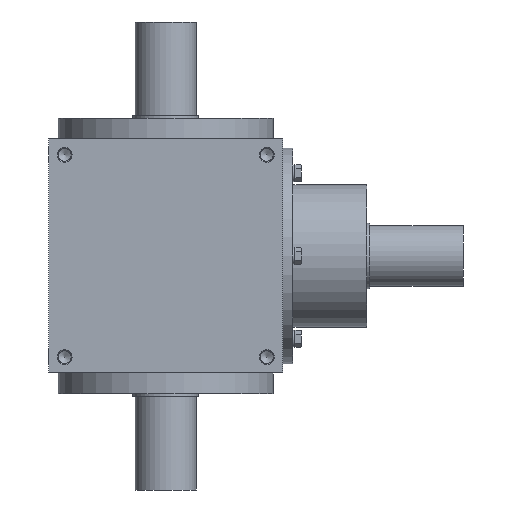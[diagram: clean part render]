
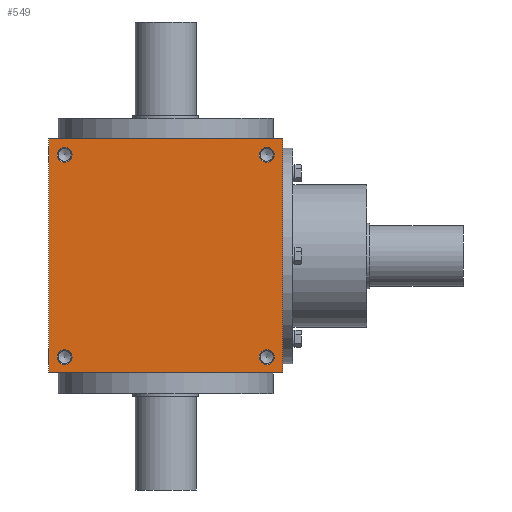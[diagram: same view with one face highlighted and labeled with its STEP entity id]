
A CAD part, front view. The second image highlights one B-rep face of the part: STEP entity #549.
In plain terms, the highlighted face is planar.
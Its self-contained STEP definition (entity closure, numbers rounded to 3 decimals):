
#549 = ADVANCED_FACE( '', ( #1279, #1280, #1281, #1282, #1283 ), #1284, .F. );
#1279 = FACE_BOUND( '', #2403, .T. );
#1280 = FACE_BOUND( '', #2404, .T. );
#1281 = FACE_BOUND( '', #2405, .T. );
#1282 = FACE_BOUND( '', #2406, .T. );
#1283 = FACE_OUTER_BOUND( '', #2407, .T. );
#1284 = PLANE( '', #2408 );
#2403 = EDGE_LOOP( '', ( #3691 ) );
#2404 = EDGE_LOOP( '', ( #3692 ) );
#2405 = EDGE_LOOP( '', ( #3693 ) );
#2406 = EDGE_LOOP( '', ( #3694 ) );
#2407 = EDGE_LOOP( '', ( #3695, #3696, #3697, #3698 ) );
#2408 = AXIS2_PLACEMENT_3D( '', #3699, #3700, #3701 );
#3691 = ORIENTED_EDGE( '', *, *, #5987, .F. );
#3692 = ORIENTED_EDGE( '', *, *, #5988, .T. );
#3693 = ORIENTED_EDGE( '', *, *, #5989, .F. );
#3694 = ORIENTED_EDGE( '', *, *, #5990, .T. );
#3695 = ORIENTED_EDGE( '', *, *, #5991, .T. );
#3696 = ORIENTED_EDGE( '', *, *, #5992, .F. );
#3697 = ORIENTED_EDGE( '', *, *, #5993, .F. );
#3698 = ORIENTED_EDGE( '', *, *, #5994, .T. );
#3699 = CARTESIAN_POINT( '', ( 125., 125., 125. ) );
#3700 = DIRECTION( '', ( 0., -1., 0. ) );
#3701 = DIRECTION( '', ( 0., 0., -1. ) );
#5987 = EDGE_CURVE( '', #7032, #7032, #7033, .T. );
#5988 = EDGE_CURVE( '', #7034, #7034, #7035, .T. );
#5989 = EDGE_CURVE( '', #7036, #7036, #7037, .T. );
#5990 = EDGE_CURVE( '', #7038, #7038, #7039, .T. );
#5991 = EDGE_CURVE( '', #7040, #7041, #7042, .T. );
#5992 = EDGE_CURVE( '', #7043, #7041, #7044, .T. );
#5993 = EDGE_CURVE( '', #7045, #7043, #7046, .T. );
#5994 = EDGE_CURVE( '', #7045, #7040, #7047, .T. );
#7032 = VERTEX_POINT( '', #8506 );
#7033 = CIRCLE( '', #8507, 8. );
#7034 = VERTEX_POINT( '', #8508 );
#7035 = CIRCLE( '', #8509, 8. );
#7036 = VERTEX_POINT( '', #8510 );
#7037 = CIRCLE( '', #8511, 8. );
#7038 = VERTEX_POINT( '', #8512 );
#7039 = CIRCLE( '', #8513, 8. );
#7040 = VERTEX_POINT( '', #8514 );
#7041 = VERTEX_POINT( '', #8515 );
#7042 = LINE( '', #8516, #8517 );
#7043 = VERTEX_POINT( '', #8518 );
#7044 = LINE( '', #8519, #8520 );
#7045 = VERTEX_POINT( '', #8521 );
#7046 = LINE( '', #8522, #8523 );
#7047 = LINE( '', #8524, #8525 );
#8506 = CARTESIAN_POINT( '', ( -108., 125., -100. ) );
#8507 = AXIS2_PLACEMENT_3D( '', #10158, #10159, #10160 );
#8508 = CARTESIAN_POINT( '', ( 108., 125., -116. ) );
#8509 = AXIS2_PLACEMENT_3D( '', #10161, #10162, #10163 );
#8510 = CARTESIAN_POINT( '', ( -108., 125., 116. ) );
#8511 = AXIS2_PLACEMENT_3D( '', #10164, #10165, #10166 );
#8512 = CARTESIAN_POINT( '', ( 108., 125., 100. ) );
#8513 = AXIS2_PLACEMENT_3D( '', #10167, #10168, #10169 );
#8514 = CARTESIAN_POINT( '', ( 125., 125., -125. ) );
#8515 = CARTESIAN_POINT( '', ( -125., 125., -125. ) );
#8516 = CARTESIAN_POINT( '', ( 125., 125., -125. ) );
#8517 = VECTOR( '', #10170, 1000. );
#8518 = CARTESIAN_POINT( '', ( -125., 125., 125. ) );
#8519 = CARTESIAN_POINT( '', ( -125., 125., 125. ) );
#8520 = VECTOR( '', #10171, 1000. );
#8521 = CARTESIAN_POINT( '', ( 125., 125., 125. ) );
#8522 = CARTESIAN_POINT( '', ( 125., 125., 125. ) );
#8523 = VECTOR( '', #10172, 1000. );
#8524 = CARTESIAN_POINT( '', ( 125., 125., 125. ) );
#8525 = VECTOR( '', #10173, 1000. );
#10158 = CARTESIAN_POINT( '', ( -108., 125., -108. ) );
#10159 = DIRECTION( '', ( 0., 1., 0. ) );
#10160 = DIRECTION( '', ( 0., 0., 1. ) );
#10161 = CARTESIAN_POINT( '', ( 108., 125., -108. ) );
#10162 = DIRECTION( '', ( 0., -1., 0. ) );
#10163 = DIRECTION( '', ( 0., 0., -1. ) );
#10164 = CARTESIAN_POINT( '', ( -108., 125., 108. ) );
#10165 = DIRECTION( '', ( 0., 1., 0. ) );
#10166 = DIRECTION( '', ( 0., 0., 1. ) );
#10167 = CARTESIAN_POINT( '', ( 108., 125., 108. ) );
#10168 = DIRECTION( '', ( 0., -1., 0. ) );
#10169 = DIRECTION( '', ( 0., 0., -1. ) );
#10170 = DIRECTION( '', ( -1., 0., 0. ) );
#10171 = DIRECTION( '', ( 0., 0., -1. ) );
#10172 = DIRECTION( '', ( -1., 0., 0. ) );
#10173 = DIRECTION( '', ( 0., 0., -1. ) );
